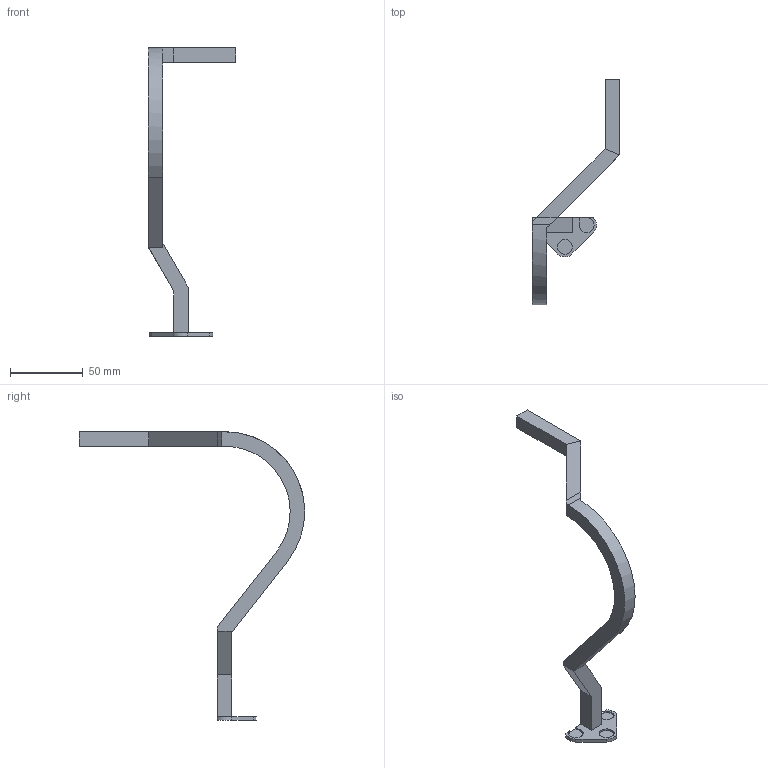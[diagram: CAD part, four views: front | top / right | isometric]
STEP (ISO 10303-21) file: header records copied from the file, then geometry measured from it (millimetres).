
FILE_DESCRIPTION(/* description */ (''),/* implementation_level */ '2;1');
FILE_NAME(/* name */ 'E.step',/* time_stamp */ '2025-09-24T21:18:55+02:00',/* author */ (''),/* organization */ (''),/* preprocessor_version */ 'ST-DEVELOPER v20.1',/* originating_system */ 'Autodesk Translation Framework v14.17.0.0',/* authorisation */ '');
FILE_SCHEMA (('AUTOMOTIVE_DESIGN { 1 0 10303 214 3 1 1 }'));
Length unit declared in the file: millimetre
Products named in the file (1): E
Bounding box: 60 x 155 x 198.4 mm (x, y, z)
Volume: 37750 mm3; surface area: 16913.9 mm2
Topology: 3 solids, 3 shells, 55 faces, 132 edges, 86 vertices
Faces by surface type: plane 40, cylinder 8, bspline 7
Full cylindrical faces by diameter (mm): 10.2 x1
Entity records: 2087 total; most frequent: CARTESIAN_POINT 797, ORIENTED_EDGE 264, DIRECTION 237, EDGE_CURVE 132, LINE 105, VECTOR 105, VERTEX_POINT 86, AXIS2_PLACEMENT_3D 66
